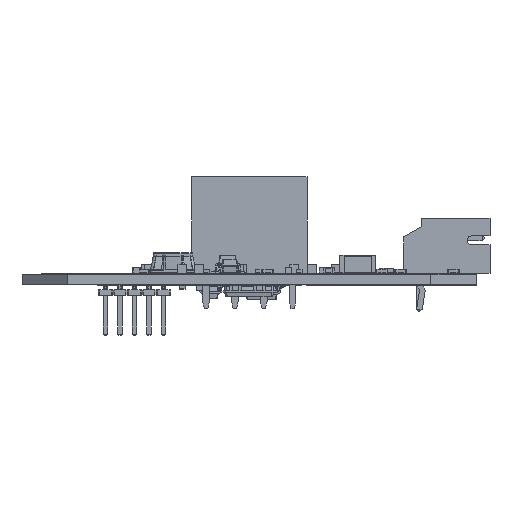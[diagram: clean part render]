
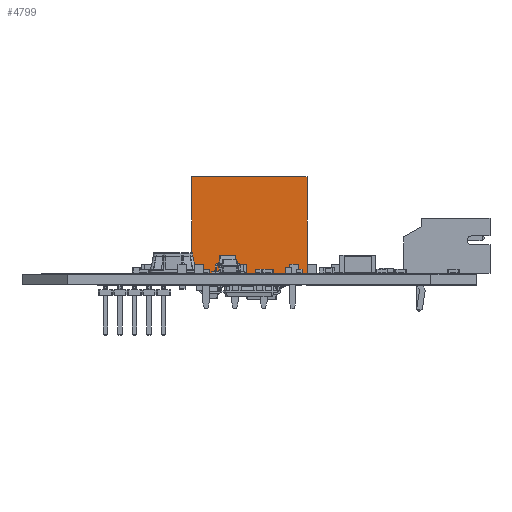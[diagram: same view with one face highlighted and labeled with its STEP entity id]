
A CAD part, left-side view. The second image highlights one B-rep face of the part: STEP entity #4799.
In plain terms, the highlighted planar face has unit normal (-1, 0, 0).
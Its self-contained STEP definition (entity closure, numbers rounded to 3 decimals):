
#4176 = VERTEX_POINT('',#4177);
#4177 = CARTESIAN_POINT('',(-1.27,-8.89,0.));
#4185 = EDGE_CURVE('',#4176,#4186,#4188,.T.);
#4186 = VERTEX_POINT('',#4187);
#4187 = CARTESIAN_POINT('',(-1.27,-8.89,8.5));
#4188 = LINE('',#4189,#4190);
#4189 = CARTESIAN_POINT('',(-1.27,-8.89,0.));
#4190 = VECTOR('',#4191,1.);
#4191 = DIRECTION('',(0.,0.,1.));
#4248 = VERTEX_POINT('',#4249);
#4249 = CARTESIAN_POINT('',(-1.27,1.27,8.5));
#4255 = EDGE_CURVE('',#4256,#4248,#4258,.T.);
#4256 = VERTEX_POINT('',#4257);
#4257 = CARTESIAN_POINT('',(-1.27,1.27,0.));
#4258 = LINE('',#4259,#4260);
#4259 = CARTESIAN_POINT('',(-1.27,1.27,0.));
#4260 = VECTOR('',#4261,1.);
#4261 = DIRECTION('',(0.,0.,1.));
#4320 = EDGE_CURVE('',#4248,#4186,#4321,.T.);
#4321 = LINE('',#4322,#4323);
#4322 = CARTESIAN_POINT('',(-1.27,1.27,8.5));
#4323 = VECTOR('',#4324,1.);
#4324 = DIRECTION('',(0.,-1.,0.));
#4479 = EDGE_CURVE('',#4256,#4176,#4480,.T.);
#4480 = LINE('',#4481,#4482);
#4481 = CARTESIAN_POINT('',(-1.27,1.27,0.));
#4482 = VECTOR('',#4483,1.);
#4483 = DIRECTION('',(0.,-1.,0.));
#4799 = ADVANCED_FACE('',(#4800),#4806,.F.);
#4800 = FACE_BOUND('',#4801,.F.);
#4801 = EDGE_LOOP('',(#4802,#4803,#4804,#4805));
#4802 = ORIENTED_EDGE('',*,*,#4255,.T.);
#4803 = ORIENTED_EDGE('',*,*,#4320,.T.);
#4804 = ORIENTED_EDGE('',*,*,#4185,.F.);
#4805 = ORIENTED_EDGE('',*,*,#4479,.F.);
#4806 = PLANE('',#4807);
#4807 = AXIS2_PLACEMENT_3D('',#4808,#4809,#4810);
#4808 = CARTESIAN_POINT('',(-1.27,1.27,0.));
#4809 = DIRECTION('',(1.,0.,0.));
#4810 = DIRECTION('',(0.,-1.,0.));
